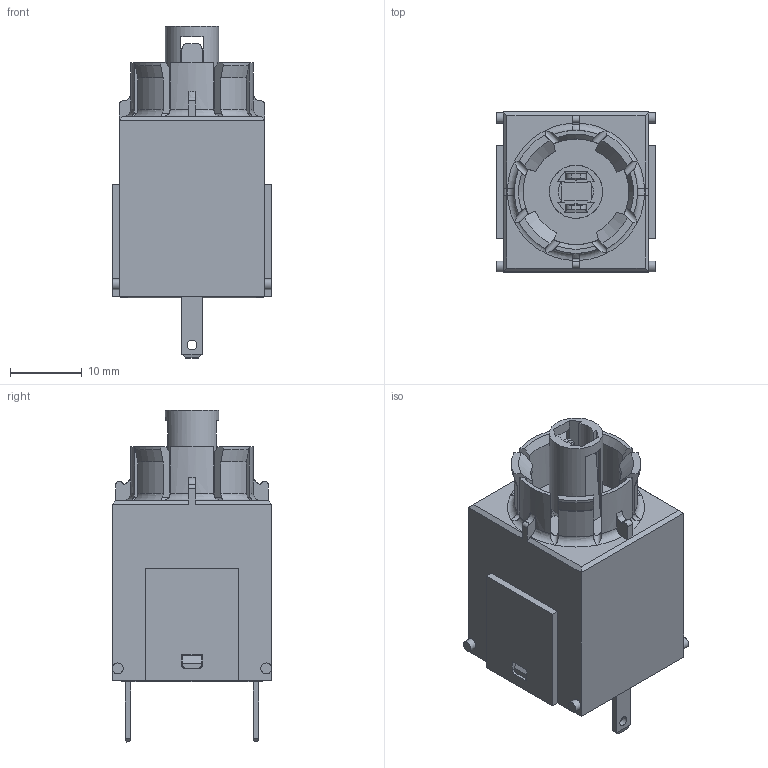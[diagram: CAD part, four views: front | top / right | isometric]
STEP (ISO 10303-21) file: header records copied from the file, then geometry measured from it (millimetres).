
FILE_DESCRIPTION(/* description */ (''),/* implementation_level */ '2;1');
FILE_NAME(/* name */ 'AL5_ipt.stp',/* time_stamp */ '2017-03-30T09:28:32+02:00',/* author */ ('ahoffmann'),/* organization */ (''),/* preprocessor_version */ 'ST-DEVELOPER v16.1',/* originating_system */ 'Autodesk Inventor 2016',/* authorisation */ '');
FILE_SCHEMA (('AUTOMOTIVE_DESIGN { 1 0 10303 214 3 1 1 }'));
Length unit declared in the file: centimetre
Products named in the file (1): AL5
Bounding box: 22.2 x 22.2 x 46.15 mm (x, y, z)
Volume: 11594.1 mm3; surface area: 6705.7 mm2
Topology: 1 solids, 3 shells, 801 faces, 2280 edges, 1501 vertices
Faces by surface type: plane 675, cylinder 78, torus 25, cone 19, bspline 4
Full cylindrical faces by diameter (mm): 1.35 x2, 1.5 x4, 2 x2, 4.3 x1, 6 x1, 7.4 x1, 14.7 x1
Entity records: 26133 total; most frequent: CARTESIAN_POINT 5411, ORIENTED_EDGE 4516, DIRECTION 3947, EDGE_CURVE 2258, LINE 1937, VECTOR 1937, VERTEX_POINT 1497, AXIS2_PLACEMENT_3D 1005
